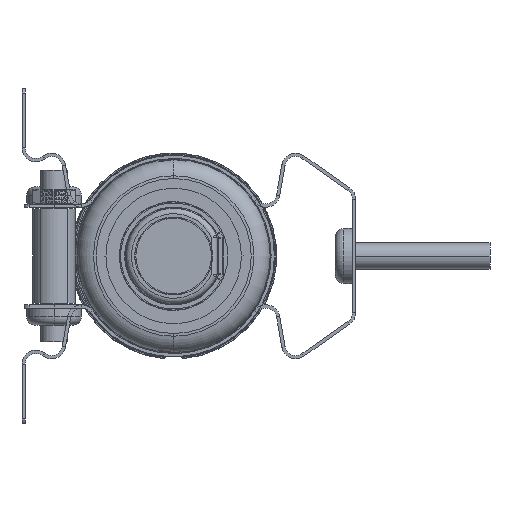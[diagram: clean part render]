
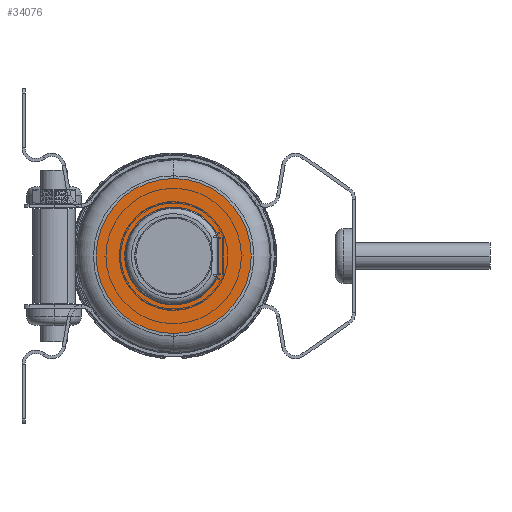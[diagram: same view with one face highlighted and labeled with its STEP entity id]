
A CAD part, left-side view. The second image highlights one B-rep face of the part: STEP entity #34076.
In plain terms, the highlighted face is planar.
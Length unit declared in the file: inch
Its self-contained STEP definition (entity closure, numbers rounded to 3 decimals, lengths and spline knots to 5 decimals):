
#33401=CARTESIAN_POINT('',(0.,0.,0.));
#33402=DIRECTION('',(0.,1.,0.));
#33403=DIRECTION('',(-1.,0.,0.));
#33404=AXIS2_PLACEMENT_3D('',#33401,#33402,#33403);
#33406=CARTESIAN_POINT('',(0.,0.,0.));
#33407=DIRECTION('',(0.,1.,0.));
#33408=DIRECTION('',(1.,0.,0.));
#33409=AXIS2_PLACEMENT_3D('',#33406,#33407,#33408);
#33411=DIRECTION('',(1.,0.,0.));
#33412=VECTOR('',#33411,6.20854);
#33413=CARTESIAN_POINT('',(-3.10427,0.,-8.25));
#33414=LINE('',#33413,#33412);
#33463=CARTESIAN_POINT('',(0.,0.,0.));
#33464=DIRECTION('',(0.,-1.,0.));
#33465=DIRECTION('',(0.457,0.,-0.89));
#33466=AXIS2_PLACEMENT_3D('',#33463,#33464,#33465);
#33482=CARTESIAN_POINT('',(3.10427,0.,-8.25));
#33483=CARTESIAN_POINT('',(3.22016,0.,-8.25));
#33484=CARTESIAN_POINT('',(3.44922,0.,-8.23221));
#33485=CARTESIAN_POINT('',(3.79416,0.,-8.14885));
#33486=CARTESIAN_POINT('',(4.00592,0.,-8.06015));
#33487=CARTESIAN_POINT('',(4.10893,0.,-8.00729));
#33496=CARTESIAN_POINT('',(-4.10893,0.,
-8.00729));
#33497=CARTESIAN_POINT('',(-4.00592,0.,
-8.06015));
#33498=CARTESIAN_POINT('',(-3.79416,0.,
-8.14885));
#33499=CARTESIAN_POINT('',(-3.44922,0.,
-8.23221));
#33500=CARTESIAN_POINT('',(-3.22016,0.,-8.25));
#33501=CARTESIAN_POINT('',(-3.10427,0.,-8.25));
#33508=CARTESIAN_POINT('',(-14.31056,0.,0.));
#33509=CARTESIAN_POINT('',(14.31056,0.,0.));
#33510=VERTEX_POINT('',#33508);
#33511=VERTEX_POINT('',#33509);
#33577=CARTESIAN_POINT('',(4.10893,0.,-8.00729));
#33578=CARTESIAN_POINT('',(-4.10893,0.,-8.00729));
#33579=VERTEX_POINT('',#33577);
#33580=VERTEX_POINT('',#33578);
#33581=CARTESIAN_POINT('',(-3.10427,0.,-8.25));
#33582=CARTESIAN_POINT('',(3.10427,0.,-8.25));
#33583=VERTEX_POINT('',#33581);
#33584=VERTEX_POINT('',#33582);
#34056=CARTESIAN_POINT('',(0.,0.,0.));
#34057=DIRECTION('',(0.,1.,0.));
#34058=DIRECTION('',(1.,0.,0.));
#34059=AXIS2_PLACEMENT_3D('',#34056,#34057,#34058);
#34060=PLANE('',#34059);
#34061=ORIENTED_EDGE('',*,*,#34046,.F.);
#34063=ORIENTED_EDGE('',*,*,#34062,.F.);
#34064=EDGE_LOOP('',(#34061,#34063));
#34065=FACE_OUTER_BOUND('',#34064,.F.);
#34067=ORIENTED_EDGE('',*,*,#34066,.F.);
#34069=ORIENTED_EDGE('',*,*,#34068,.F.);
#34071=ORIENTED_EDGE('',*,*,#34070,.F.);
#34073=ORIENTED_EDGE('',*,*,#34072,.F.);
#34074=EDGE_LOOP('',(#34067,#34069,#34071,#34073));
#34075=FACE_BOUND('',#34074,.F.);
#34076=ADVANCED_FACE('',(#34065,#34075),#34060,.T.);
#33405=CIRCLE('',#33404,14.31056);
#33410=CIRCLE('',#33409,14.31056);
#33467=CIRCLE('',#33466,9.);
#33488=B_SPLINE_CURVE_WITH_KNOTS('',3,(#33482,#33483,#33484,#33485,#33486,
#33487),.UNSPECIFIED.,.F.,.F.,(4,1,1,4),(0.,0.33333,
0.66667,1.),.UNSPECIFIED.);
#33502=B_SPLINE_CURVE_WITH_KNOTS('',3,(#33496,#33497,#33498,#33499,#33500,
#33501),.UNSPECIFIED.,.F.,.F.,(4,1,1,4),(0.,0.33333,
0.66667,1.),.UNSPECIFIED.);
#34046=EDGE_CURVE('',#33510,#33511,#33405,.T.);
#34062=EDGE_CURVE('',#33511,#33510,#33410,.T.);
#34066=EDGE_CURVE('',#33583,#33584,#33414,.T.);
#34068=EDGE_CURVE('',#33580,#33583,#33502,.T.);
#34070=EDGE_CURVE('',#33579,#33580,#33467,.T.);
#34072=EDGE_CURVE('',#33584,#33579,#33488,.T.);
